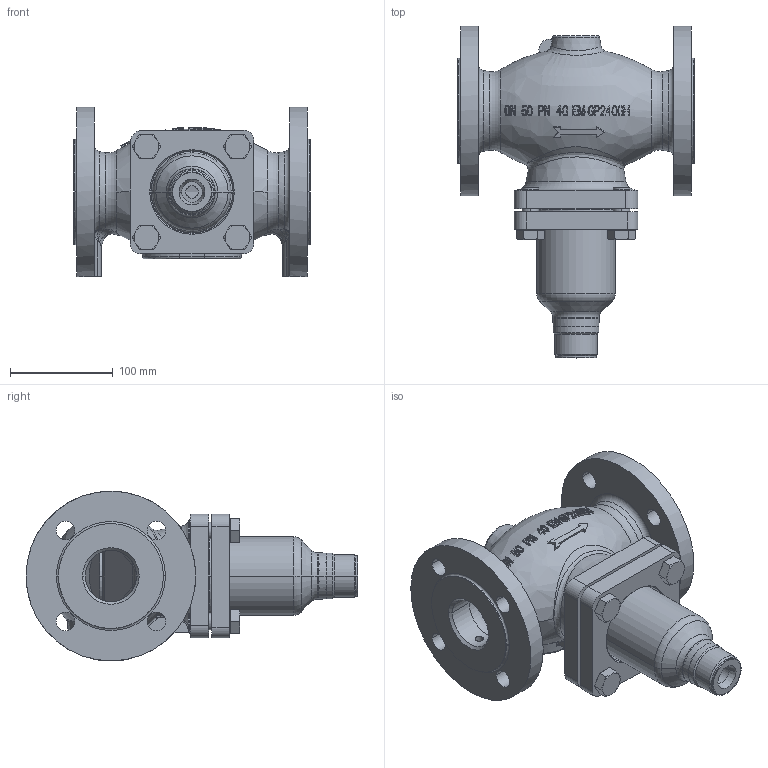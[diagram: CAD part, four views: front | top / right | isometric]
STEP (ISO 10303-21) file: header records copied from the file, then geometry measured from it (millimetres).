
FILE_DESCRIPTION((''),'2;1');
FILE_NAME('065B2416_ASM','2015-03-13T',('u317927'),('Danfoss'),'PRO/ENGINEER BY PARAMETRIC TECHNOLOGY CORPORATION, 2014000','PRO/ENGINEER BY PARAMETRIC TECHNOLOGY CORPORATION, 2014000','');
FILE_SCHEMA(('CONFIG_CONTROL_DESIGN'));
Length unit declared in the file: millimetre
Products named in the file (7): 8861406; 8861044; 8861045; 8861023; 5184023; ZVAR_2; 065B2416_ASM
Assembly tree (9 placements, depth 2):
  065B2416_ASM
    8861406
    8861044
    8861045
    8861023
    5184023  x4
    ZVAR_2
Bounding box: 230 x 322.6 x 165 mm (x, y, z)
Volume: 1994656.4 mm3; surface area: 413654 mm2
Topology: 9 solids, 21 shells, 987 faces, 2522 edges, 1614 vertices
Faces by surface type: plane 578, cylinder 181, bspline 88, cone 85, torus 49, sphere 6
Entity records: 32026 total; most frequent: CARTESIAN_POINT 11224, ORIENTED_EDGE 4660, DIRECTION 3734, EDGE_CURVE 2348, VERTEX_POINT 1506, AXIS2_PLACEMENT_3D 1446, EDGE_LOOP 1006, FACE_OUTER_BOUND 906
